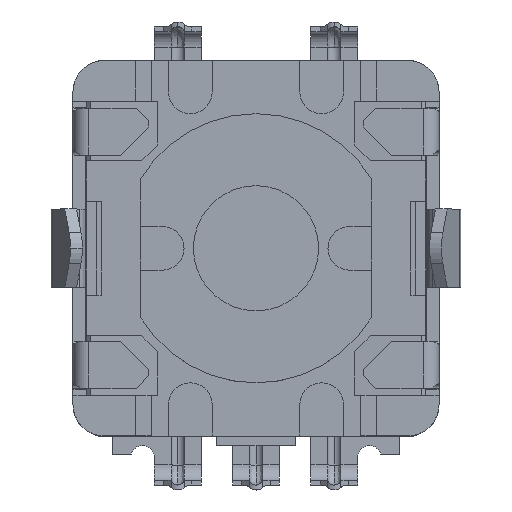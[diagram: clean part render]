
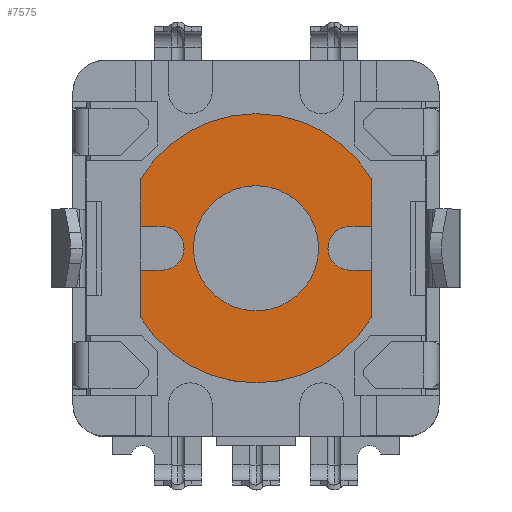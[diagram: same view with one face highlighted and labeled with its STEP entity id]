
A CAD part, top view. The second image highlights one B-rep face of the part: STEP entity #7575.
In plain terms, the highlighted planar face has unit normal (0, 0, 1).
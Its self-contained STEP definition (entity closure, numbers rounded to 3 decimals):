
#108 = EDGE_CURVE('',#109,#111,#113,.T.);
#109 = VERTEX_POINT('',#110);
#110 = CARTESIAN_POINT('',(-3.91,2.262,
    -12.154));
#111 = VERTEX_POINT('',#112);
#112 = CARTESIAN_POINT('',(-0.21,4.371,
    -12.154));
#113 = CIRCLE('',#114,4.3);
#114 = AXIS2_PLACEMENT_3D('',#115,#116,#117);
#115 = CARTESIAN_POINT('',(-0.21,0.071,
    -12.154));
#116 = DIRECTION('',(0.,0.,-1.));
#117 = DIRECTION('',(0.,1.,0.));
#778 = VERTEX_POINT('',#779);
#779 = CARTESIAN_POINT('',(-0.21,2.071,
    -12.154));
#785 = EDGE_CURVE('',#786,#778,#788,.T.);
#786 = VERTEX_POINT('',#787);
#787 = CARTESIAN_POINT('',(-2.21,0.071,
    -12.154));
#788 = CIRCLE('',#789,2.);
#789 = AXIS2_PLACEMENT_3D('',#790,#791,#792);
#790 = CARTESIAN_POINT('',(-0.21,0.071,
    -12.154));
#791 = DIRECTION('',(0.,0.,-1.));
#792 = DIRECTION('',(0.,1.,0.));
#6139 = VERTEX_POINT('',#6140);
#6140 = CARTESIAN_POINT('',(-2.51,0.071,
    -12.154));
#6146 = EDGE_CURVE('',#6139,#6147,#6149,.T.);
#6147 = VERTEX_POINT('',#6148);
#6148 = CARTESIAN_POINT('',(-3.21,-0.629,
    -12.154));
#6149 = CIRCLE('',#6150,0.7);
#6150 = AXIS2_PLACEMENT_3D('',#6151,#6152,#6153);
#6151 = CARTESIAN_POINT('',(-3.21,0.071,
    -12.154));
#6152 = DIRECTION('',(-0.,0.,-1.));
#6153 = DIRECTION('',(0.,-1.,0.));
#6188 = VERTEX_POINT('',#6189);
#6189 = CARTESIAN_POINT('',(-3.21,0.771,
    -12.154));
#6195 = EDGE_CURVE('',#6188,#6139,#6196,.T.);
#6196 = CIRCLE('',#6197,0.7);
#6197 = AXIS2_PLACEMENT_3D('',#6198,#6199,#6200);
#6198 = CARTESIAN_POINT('',(-3.21,0.071,
    -12.154));
#6199 = DIRECTION('',(-0.,0.,-1.));
#6200 = DIRECTION('',(0.,-1.,0.));
#6212 = EDGE_CURVE('',#6213,#786,#6215,.T.);
#6213 = VERTEX_POINT('',#6214);
#6214 = CARTESIAN_POINT('',(1.79,0.071,
    -12.154));
#6215 = CIRCLE('',#6216,2.);
#6216 = AXIS2_PLACEMENT_3D('',#6217,#6218,#6219);
#6217 = CARTESIAN_POINT('',(-0.21,0.071,
    -12.154));
#6218 = DIRECTION('',(0.,0.,-1.));
#6219 = DIRECTION('',(0.,1.,0.));
#6239 = EDGE_CURVE('',#778,#6213,#6240,.T.);
#6240 = CIRCLE('',#6241,2.);
#6241 = AXIS2_PLACEMENT_3D('',#6242,#6243,#6244);
#6242 = CARTESIAN_POINT('',(-0.21,0.071,
    -12.154));
#6243 = DIRECTION('',(0.,0.,-1.));
#6244 = DIRECTION('',(0.,1.,0.));
#6254 = EDGE_CURVE('',#6255,#6257,#6259,.T.);
#6255 = VERTEX_POINT('',#6256);
#6256 = CARTESIAN_POINT('',(2.79,-0.629,
    -12.154));
#6257 = VERTEX_POINT('',#6258);
#6258 = CARTESIAN_POINT('',(2.79,0.771,
    -12.154));
#6259 = CIRCLE('',#6260,0.7);
#6260 = AXIS2_PLACEMENT_3D('',#6261,#6262,#6263);
#6261 = CARTESIAN_POINT('',(2.79,0.071,
    -12.154));
#6262 = DIRECTION('',(-0.,0.,-1.));
#6263 = DIRECTION('',(0.,-1.,0.));
#7534 = VERTEX_POINT('',#7535);
#7535 = CARTESIAN_POINT('',(-3.91,-0.629,
    -12.154));
#7541 = EDGE_CURVE('',#6147,#7534,#7542,.T.);
#7542 = LINE('',#7543,#7544);
#7543 = CARTESIAN_POINT('',(-0.21,-0.629,
    -12.154));
#7544 = VECTOR('',#7545,1.);
#7545 = DIRECTION('',(-1.,0.,0.));
#7556 = VERTEX_POINT('',#7557);
#7557 = CARTESIAN_POINT('',(-3.91,0.771,
    -12.154));
#7565 = EDGE_CURVE('',#7556,#6188,#7566,.T.);
#7566 = LINE('',#7567,#7568);
#7567 = CARTESIAN_POINT('',(-0.21,0.771,
    -12.154));
#7568 = VECTOR('',#7569,1.);
#7569 = DIRECTION('',(1.,0.,0.));
#7575 = ADVANCED_FACE('',(#7576,#7581),#7649,.T.);
#7576 = FACE_BOUND('',#7577,.T.);
#7577 = EDGE_LOOP('',(#7578,#7579,#7580));
#7578 = ORIENTED_EDGE('',*,*,#785,.T.);
#7579 = ORIENTED_EDGE('',*,*,#6239,.T.);
#7580 = ORIENTED_EDGE('',*,*,#6212,.T.);
#7581 = FACE_BOUND('',#7582,.T.);
#7582 = EDGE_LOOP('',(#7583,#7591,#7592,#7600,#7608,#7615,#7616,#7622,
    #7623,#7624,#7625,#7626,#7634,#7643));
#7583 = ORIENTED_EDGE('',*,*,#7584,.T.);
#7584 = EDGE_CURVE('',#7585,#6255,#7587,.T.);
#7585 = VERTEX_POINT('',#7586);
#7586 = CARTESIAN_POINT('',(3.49,-0.629,
    -12.154));
#7587 = LINE('',#7588,#7589);
#7588 = CARTESIAN_POINT('',(-0.21,-0.629,
    -12.154));
#7589 = VECTOR('',#7590,1.);
#7590 = DIRECTION('',(-1.,0.,0.));
#7591 = ORIENTED_EDGE('',*,*,#6254,.T.);
#7592 = ORIENTED_EDGE('',*,*,#7593,.T.);
#7593 = EDGE_CURVE('',#6257,#7594,#7596,.T.);
#7594 = VERTEX_POINT('',#7595);
#7595 = CARTESIAN_POINT('',(3.49,0.771,
    -12.154));
#7596 = LINE('',#7597,#7598);
#7597 = CARTESIAN_POINT('',(-0.21,0.771,
    -12.154));
#7598 = VECTOR('',#7599,1.);
#7599 = DIRECTION('',(1.,0.,0.));
#7600 = ORIENTED_EDGE('',*,*,#7601,.T.);
#7601 = EDGE_CURVE('',#7594,#7602,#7604,.T.);
#7602 = VERTEX_POINT('',#7603);
#7603 = CARTESIAN_POINT('',(3.49,2.262,
    -12.154));
#7604 = LINE('',#7605,#7606);
#7605 = CARTESIAN_POINT('',(3.49,-2.12,
    -12.154));
#7606 = VECTOR('',#7607,1.);
#7607 = DIRECTION('',(0.,1.,-0.));
#7608 = ORIENTED_EDGE('',*,*,#7609,.F.);
#7609 = EDGE_CURVE('',#111,#7602,#7610,.T.);
#7610 = CIRCLE('',#7611,4.3);
#7611 = AXIS2_PLACEMENT_3D('',#7612,#7613,#7614);
#7612 = CARTESIAN_POINT('',(-0.21,0.071,
    -12.154));
#7613 = DIRECTION('',(0.,0.,-1.));
#7614 = DIRECTION('',(0.,1.,0.));
#7615 = ORIENTED_EDGE('',*,*,#108,.F.);
#7616 = ORIENTED_EDGE('',*,*,#7617,.T.);
#7617 = EDGE_CURVE('',#109,#7556,#7618,.T.);
#7618 = LINE('',#7619,#7620);
#7619 = CARTESIAN_POINT('',(-3.91,2.262,
    -12.154));
#7620 = VECTOR('',#7621,1.);
#7621 = DIRECTION('',(0.,-1.,-0.));
#7622 = ORIENTED_EDGE('',*,*,#7565,.T.);
#7623 = ORIENTED_EDGE('',*,*,#6195,.T.);
#7624 = ORIENTED_EDGE('',*,*,#6146,.T.);
#7625 = ORIENTED_EDGE('',*,*,#7541,.T.);
#7626 = ORIENTED_EDGE('',*,*,#7627,.T.);
#7627 = EDGE_CURVE('',#7534,#7628,#7630,.T.);
#7628 = VERTEX_POINT('',#7629);
#7629 = CARTESIAN_POINT('',(-3.91,-2.12,
    -12.154));
#7630 = LINE('',#7631,#7632);
#7631 = CARTESIAN_POINT('',(-3.91,2.262,
    -12.154));
#7632 = VECTOR('',#7633,1.);
#7633 = DIRECTION('',(0.,-1.,-0.));
#7634 = ORIENTED_EDGE('',*,*,#7635,.F.);
#7635 = EDGE_CURVE('',#7636,#7628,#7638,.T.);
#7636 = VERTEX_POINT('',#7637);
#7637 = CARTESIAN_POINT('',(3.49,-2.12,
    -12.154));
#7638 = CIRCLE('',#7639,4.3);
#7639 = AXIS2_PLACEMENT_3D('',#7640,#7641,#7642);
#7640 = CARTESIAN_POINT('',(-0.21,0.071,
    -12.154));
#7641 = DIRECTION('',(0.,0.,-1.));
#7642 = DIRECTION('',(0.,1.,0.));
#7643 = ORIENTED_EDGE('',*,*,#7644,.T.);
#7644 = EDGE_CURVE('',#7636,#7585,#7645,.T.);
#7645 = LINE('',#7646,#7647);
#7646 = CARTESIAN_POINT('',(3.49,-2.12,
    -12.154));
#7647 = VECTOR('',#7648,1.);
#7648 = DIRECTION('',(0.,1.,-0.));
#7649 = PLANE('',#7650);
#7650 = AXIS2_PLACEMENT_3D('',#7651,#7652,#7653);
#7651 = CARTESIAN_POINT('',(-0.21,0.071,
    -12.154));
#7652 = DIRECTION('',(0.,0.,1.));
#7653 = DIRECTION('',(0.,-1.,0.));
